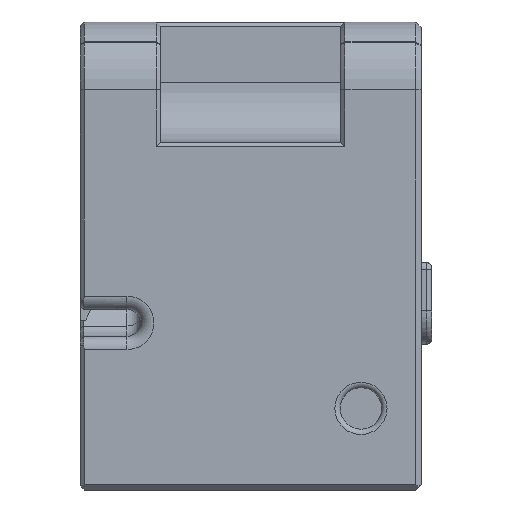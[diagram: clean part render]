
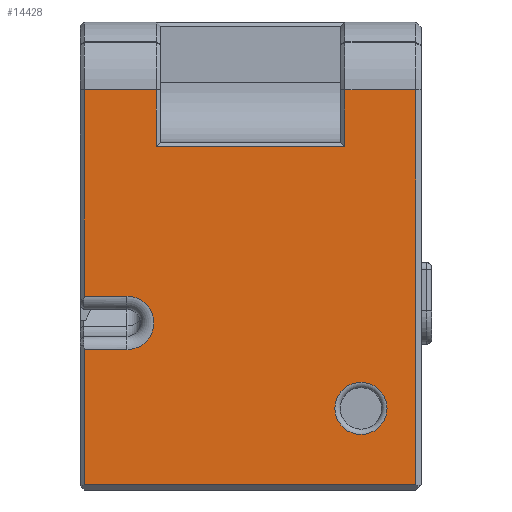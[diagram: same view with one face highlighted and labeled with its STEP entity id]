
A CAD part, left-side view. The second image highlights one B-rep face of the part: STEP entity #14428.
In plain terms, the highlighted planar face has unit normal (-1, 0, 0).
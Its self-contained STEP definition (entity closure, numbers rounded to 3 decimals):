
#332=FACE_BOUND('',#2051,.T.);
#634=PLANE('',#15383);
#1158=FACE_OUTER_BOUND('',#2050,.T.);
#2050=EDGE_LOOP('',(#10171,#10172,#10173,#10174,#10175,#10176,#10177,#10178,
#10179,#10180,#10181,#10182));
#2051=EDGE_LOOP('',(#10183));
#2961=CIRCLE('',#15375,2.);
#2965=CIRCLE('',#15384,1.95);
#3399=LINE('',#20789,#4882);
#3402=LINE('',#20796,#4885);
#3465=LINE('',#21041,#4948);
#3470=LINE('',#21055,#4953);
#3471=LINE('',#21057,#4954);
#3472=LINE('',#21059,#4955);
#3473=LINE('',#21061,#4956);
#3474=LINE('',#21063,#4957);
#3475=LINE('',#21065,#4958);
#3476=LINE('',#21067,#4959);
#3477=LINE('',#21068,#4960);
#4882=VECTOR('',#16735,10.);
#4885=VECTOR('',#16742,10.);
#4948=VECTOR('',#16919,10.);
#4953=VECTOR('',#16934,10.);
#4954=VECTOR('',#16935,23.2);
#4955=VECTOR('',#16936,10.);
#4956=VECTOR('',#16937,10.);
#4957=VECTOR('',#16938,10.);
#4958=VECTOR('',#16939,10.);
#4959=VECTOR('',#16940,10.);
#4960=VECTOR('',#16941,10.);
#6388=VERTEX_POINT('',#20786);
#6389=VERTEX_POINT('',#20788);
#6391=VERTEX_POINT('',#20794);
#6448=VERTEX_POINT('',#21034);
#6449=VERTEX_POINT('',#21039);
#6453=VERTEX_POINT('',#21054);
#6454=VERTEX_POINT('',#21056);
#6455=VERTEX_POINT('',#21058);
#6456=VERTEX_POINT('',#21060);
#6457=VERTEX_POINT('',#21062);
#6458=VERTEX_POINT('',#21064);
#6459=VERTEX_POINT('',#21066);
#6460=VERTEX_POINT('',#21069);
#7749=EDGE_CURVE('',#6388,#6389,#3399,.T.);
#7753=EDGE_CURVE('',#6391,#6388,#3402,.T.);
#7844=EDGE_CURVE('',#6448,#6391,#2961,.T.);
#7847=EDGE_CURVE('',#6449,#6448,#3465,.T.);
#7854=EDGE_CURVE('',#6453,#6449,#3470,.T.);
#7855=EDGE_CURVE('',#6454,#6453,#3471,.T.);
#7856=EDGE_CURVE('',#6455,#6454,#3472,.T.);
#7857=EDGE_CURVE('',#6456,#6455,#3473,.T.);
#7858=EDGE_CURVE('',#6457,#6456,#3474,.T.);
#7859=EDGE_CURVE('',#6458,#6457,#3475,.T.);
#7860=EDGE_CURVE('',#6459,#6458,#3476,.T.);
#7861=EDGE_CURVE('',#6389,#6459,#3477,.T.);
#7862=EDGE_CURVE('',#6460,#6460,#2965,.T.);
#10171=ORIENTED_EDGE('',*,*,#7847,.F.);
#10172=ORIENTED_EDGE('',*,*,#7854,.F.);
#10173=ORIENTED_EDGE('',*,*,#7855,.F.);
#10174=ORIENTED_EDGE('',*,*,#7856,.F.);
#10175=ORIENTED_EDGE('',*,*,#7857,.F.);
#10176=ORIENTED_EDGE('',*,*,#7858,.F.);
#10177=ORIENTED_EDGE('',*,*,#7859,.F.);
#10178=ORIENTED_EDGE('',*,*,#7860,.F.);
#10179=ORIENTED_EDGE('',*,*,#7861,.F.);
#10180=ORIENTED_EDGE('',*,*,#7749,.F.);
#10181=ORIENTED_EDGE('',*,*,#7753,.F.);
#10182=ORIENTED_EDGE('',*,*,#7844,.F.);
#10183=ORIENTED_EDGE('',*,*,#7862,.F.);
#14428=ADVANCED_FACE('',(#1158,#332),#634,.T.);
#15375=AXIS2_PLACEMENT_3D('',#21036,#16911,#16912);
#15383=AXIS2_PLACEMENT_3D('',#21053,#16932,#16933);
#15384=AXIS2_PLACEMENT_3D('',#21070,#16942,#16943);
#16735=DIRECTION('',(0.,0.,1.));
#16742=DIRECTION('',(0.,1.,0.));
#16911=DIRECTION('center_axis',(-1.,0.,0.));
#16912=DIRECTION('ref_axis',(0.,-1.,0.));
#16919=DIRECTION('',(0.,-1.,0.));
#16932=DIRECTION('center_axis',(-1.,0.,0.));
#16933=DIRECTION('ref_axis',(0.,0.,-1.));
#16934=DIRECTION('',(0.,0.,1.));
#16935=DIRECTION('',(0.,1.,0.));
#16936=DIRECTION('',(0.,0.,-1.));
#16937=DIRECTION('',(0.,-1.,0.));
#16938=DIRECTION('',(0.,0.,1.));
#16939=DIRECTION('',(0.,-1.,0.));
#16940=DIRECTION('',(0.,0.,-1.));
#16941=DIRECTION('',(0.,-1.,0.));
#16942=DIRECTION('center_axis',(-1.,0.,0.));
#16943=DIRECTION('ref_axis',(0.,0.,-1.));
#20786=CARTESIAN_POINT('',(5.675,164.129,84.2));
#20788=CARTESIAN_POINT('',(5.675,164.129,99.629));
#20789=CARTESIAN_POINT('',(5.675,164.129,95.95));
#20794=CARTESIAN_POINT('',(5.675,160.929,84.2));
#20796=CARTESIAN_POINT('',(5.675,157.679,84.2));
#21034=CARTESIAN_POINT('',(5.675,160.929,80.2));
#21036=CARTESIAN_POINT('Origin',(5.675,160.929,82.2));
#21039=CARTESIAN_POINT('',(5.675,164.129,80.2));
#21041=CARTESIAN_POINT('',(5.675,157.679,80.2));
#21053=CARTESIAN_POINT('Origin',(5.675,150.929,104.7));
#21054=CARTESIAN_POINT('',(5.675,164.129,70.1));
#21055=CARTESIAN_POINT('',(5.675,164.129,95.95));
#21056=CARTESIAN_POINT('',(5.675,139.329,70.1));
#21057=CARTESIAN_POINT('',(5.675,139.329,70.1));
#21058=CARTESIAN_POINT('',(5.675,139.329,99.629));
#21059=CARTESIAN_POINT('',(5.675,139.329,95.95));
#21060=CARTESIAN_POINT('',(5.675,144.629,99.629));
#21061=CARTESIAN_POINT('',(5.675,151.116,99.629));
#21062=CARTESIAN_POINT('',(5.675,144.629,95.4));
#21063=CARTESIAN_POINT('',(5.675,144.629,102.45));
#21064=CARTESIAN_POINT('',(5.675,158.729,95.4));
#21065=CARTESIAN_POINT('',(5.675,151.304,95.4));
#21066=CARTESIAN_POINT('',(5.675,158.729,99.629));
#21067=CARTESIAN_POINT('',(5.675,158.729,102.45));
#21068=CARTESIAN_POINT('',(5.675,151.116,99.629));
#21069=CARTESIAN_POINT('',(5.675,143.429,77.75));
#21070=CARTESIAN_POINT('Origin',(5.675,143.429,75.8));
